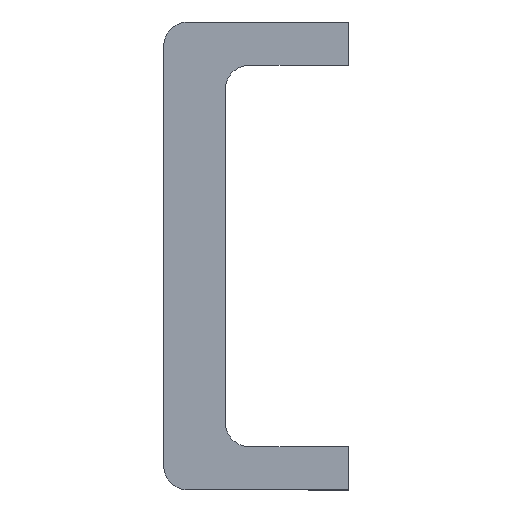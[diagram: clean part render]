
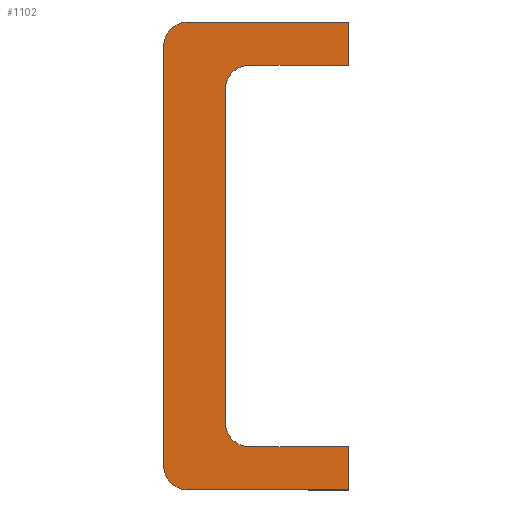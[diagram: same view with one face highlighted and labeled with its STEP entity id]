
A CAD part, top view. The second image highlights one B-rep face of the part: STEP entity #1102.
In plain terms, the highlighted planar face has unit normal (0, 0, 1).
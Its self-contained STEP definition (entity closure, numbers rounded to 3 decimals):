
#3 = CARTESIAN_POINT ( 'NONE',  ( 10., 31., 0. ) ) ;
#15 = LINE ( 'NONE', #1086, #392 ) ;
#66 = CARTESIAN_POINT ( 'NONE',  ( 30., 38., 0. ) ) ;
#82 = DIRECTION ( 'NONE',  ( 1., 0., 0. ) ) ;
#83 = ORIENTED_EDGE ( 'NONE', *, *, #118, .T. ) ;
#84 = ORIENTED_EDGE ( 'NONE', *, *, #1126, .T. ) ;
#110 = CARTESIAN_POINT ( 'NONE',  ( 30., 38., 0. ) ) ;
#113 = VERTEX_POINT ( 'NONE', #1013 ) ;
#118 = EDGE_CURVE ( 'NONE', #113, #595, #649, .T. ) ;
#130 = CARTESIAN_POINT ( 'NONE',  ( 10., -31., 0. ) ) ;
#158 = DIRECTION ( 'NONE',  ( 1., 0., 0. ) ) ;
#171 = LINE ( 'NONE', #386, #634 ) ;
#175 = DIRECTION ( 'NONE',  ( 1., 0., 0. ) ) ;
#180 = FACE_OUTER_BOUND ( 'NONE', #1164, .T. ) ;
#183 = CARTESIAN_POINT ( 'NONE',  ( 10., 27., 0. ) ) ;
#187 = EDGE_CURVE ( 'NONE', #523, #810, #1123, .T. ) ;
#189 = ORIENTED_EDGE ( 'NONE', *, *, #1157, .T. ) ;
#193 = AXIS2_PLACEMENT_3D ( 'NONE', #312, #1058, #612 ) ;
#209 = DIRECTION ( 'NONE',  ( 0., 0., 1. ) ) ;
#235 = VECTOR ( 'NONE', #484, 1000. ) ;
#243 = ORIENTED_EDGE ( 'NONE', *, *, #423, .T. ) ;
#257 = AXIS2_PLACEMENT_3D ( 'NONE', #1165, #209, #725 ) ;
#295 = CARTESIAN_POINT ( 'NONE',  ( 0., -34., 0. ) ) ;
#312 = CARTESIAN_POINT ( 'NONE',  ( 14., 27., 0. ) ) ;
#313 = CARTESIAN_POINT ( 'NONE',  ( 4., 38., 0. ) ) ;
#321 = DIRECTION ( 'NONE',  ( 0., 0., 1. ) ) ;
#329 = EDGE_CURVE ( 'NONE', #424, #523, #363, .T. ) ;
#335 = CARTESIAN_POINT ( 'NONE',  ( 30., -31., 0. ) ) ;
#357 = DIRECTION ( 'NONE',  ( -1., 0., 0. ) ) ;
#363 = CIRCLE ( 'NONE', #257, 4. ) ;
#386 = CARTESIAN_POINT ( 'NONE',  ( 30., -38., 0. ) ) ;
#392 = VECTOR ( 'NONE', #1191, 1000. ) ;
#411 = VECTOR ( 'NONE', #357, 1000. ) ;
#417 = VERTEX_POINT ( 'NONE', #110 ) ;
#423 = EDGE_CURVE ( 'NONE', #522, #773, #753, .T. ) ;
#424 = VERTEX_POINT ( 'NONE', #295 ) ;
#435 = DIRECTION ( 'NONE',  ( -1., 0., 0. ) ) ;
#484 = DIRECTION ( 'NONE',  ( 0., -1., 0. ) ) ;
#522 = VERTEX_POINT ( 'NONE', #313 ) ;
#523 = VERTEX_POINT ( 'NONE', #1170 ) ;
#546 = EDGE_CURVE ( 'NONE', #655, #113, #663, .T. ) ;
#548 = CARTESIAN_POINT ( 'NONE',  ( 10., -27., 0. ) ) ;
#573 = LINE ( 'NONE', #130, #862 ) ;
#585 = CARTESIAN_POINT ( 'NONE',  ( 0., -38., 0. ) ) ;
#588 = ORIENTED_EDGE ( 'NONE', *, *, #644, .T. ) ;
#595 = VERTEX_POINT ( 'NONE', #548 ) ;
#596 = PLANE ( 'NONE',  #696 ) ;
#612 = DIRECTION ( 'NONE',  ( 1., 0., 0. ) ) ;
#618 = ORIENTED_EDGE ( 'NONE', *, *, #889, .T. ) ;
#634 = VECTOR ( 'NONE', #1343, 1000. ) ;
#635 = DIRECTION ( 'NONE',  ( 1., 0., 0. ) ) ;
#644 = EDGE_CURVE ( 'NONE', #810, #655, #171, .T. ) ;
#645 = ORIENTED_EDGE ( 'NONE', *, *, #787, .T. ) ;
#646 = VECTOR ( 'NONE', #82, 1000. ) ;
#649 = CIRCLE ( 'NONE', #826, 4. ) ;
#651 = VERTEX_POINT ( 'NONE', #183 ) ;
#655 = VERTEX_POINT ( 'NONE', #902 ) ;
#663 = LINE ( 'NONE', #335, #1338 ) ;
#670 = CARTESIAN_POINT ( 'NONE',  ( 30., -38., 0. ) ) ;
#679 = ORIENTED_EDGE ( 'NONE', *, *, #546, .T. ) ;
#696 = AXIS2_PLACEMENT_3D ( 'NONE', #1130, #1137, #158 ) ;
#697 = ORIENTED_EDGE ( 'NONE', *, *, #187, .T. ) ;
#701 = CARTESIAN_POINT ( 'NONE',  ( 14., -27., 0. ) ) ;
#725 = DIRECTION ( 'NONE',  ( 1., 0., 0. ) ) ;
#748 = CARTESIAN_POINT ( 'NONE',  ( 4., 34., 0. ) ) ;
#753 = CIRCLE ( 'NONE', #972, 4. ) ;
#760 = ORIENTED_EDGE ( 'NONE', *, *, #1243, .T. ) ;
#773 = VERTEX_POINT ( 'NONE', #1296 ) ;
#787 = EDGE_CURVE ( 'NONE', #595, #651, #573, .T. ) ;
#810 = VERTEX_POINT ( 'NONE', #670 ) ;
#818 = LINE ( 'NONE', #66, #411 ) ;
#826 = AXIS2_PLACEMENT_3D ( 'NONE', #701, #1132, #175 ) ;
#862 = VECTOR ( 'NONE', #994, 1000. ) ;
#883 = ORIENTED_EDGE ( 'NONE', *, *, #329, .T. ) ;
#889 = EDGE_CURVE ( 'NONE', #651, #1175, #1082, .T. ) ;
#899 = LINE ( 'NONE', #913, #235 ) ;
#902 = CARTESIAN_POINT ( 'NONE',  ( 30., -31., 0. ) ) ;
#913 = CARTESIAN_POINT ( 'NONE',  ( 0., 38., 0. ) ) ;
#972 = AXIS2_PLACEMENT_3D ( 'NONE', #748, #321, #635 ) ;
#994 = DIRECTION ( 'NONE',  ( 0., 1., 0. ) ) ;
#1013 = CARTESIAN_POINT ( 'NONE',  ( 14., -31., 0. ) ) ;
#1038 = VERTEX_POINT ( 'NONE', #1312 ) ;
#1058 = DIRECTION ( 'NONE',  ( 0., 0., -1. ) ) ;
#1082 = CIRCLE ( 'NONE', #193, 4. ) ;
#1086 = CARTESIAN_POINT ( 'NONE',  ( 30., 31., 0. ) ) ;
#1102 = ADVANCED_FACE ( 'NONE', ( #180 ), #596, .T. ) ;
#1110 = CARTESIAN_POINT ( 'NONE',  ( 14., 31., 0. ) ) ;
#1123 = LINE ( 'NONE', #585, #1300 ) ;
#1126 = EDGE_CURVE ( 'NONE', #773, #424, #899, .T. ) ;
#1130 = CARTESIAN_POINT ( 'NONE',  ( 0., 0., 0. ) ) ;
#1132 = DIRECTION ( 'NONE',  ( 0., 0., -1. ) ) ;
#1137 = DIRECTION ( 'NONE',  ( 0., 0., 1. ) ) ;
#1157 = EDGE_CURVE ( 'NONE', #417, #522, #818, .T. ) ;
#1164 = EDGE_LOOP ( 'NONE', ( #189, #243, #84, #883, #697, #588, #679, #83, #645, #618, #760, #1273 ) ) ;
#1165 = CARTESIAN_POINT ( 'NONE',  ( 4., -34., 0. ) ) ;
#1170 = CARTESIAN_POINT ( 'NONE',  ( 4., -38., 0. ) ) ;
#1175 = VERTEX_POINT ( 'NONE', #1110 ) ;
#1191 = DIRECTION ( 'NONE',  ( 0., 1., 0. ) ) ;
#1232 = DIRECTION ( 'NONE',  ( 1., 0., 0. ) ) ;
#1243 = EDGE_CURVE ( 'NONE', #1175, #1038, #1263, .T. ) ;
#1263 = LINE ( 'NONE', #3, #646 ) ;
#1273 = ORIENTED_EDGE ( 'NONE', *, *, #1324, .T. ) ;
#1296 = CARTESIAN_POINT ( 'NONE',  ( 0., 34., 0. ) ) ;
#1300 = VECTOR ( 'NONE', #1232, 1000. ) ;
#1312 = CARTESIAN_POINT ( 'NONE',  ( 30., 31., 0. ) ) ;
#1324 = EDGE_CURVE ( 'NONE', #1038, #417, #15, .T. ) ;
#1338 = VECTOR ( 'NONE', #435, 1000. ) ;
#1343 = DIRECTION ( 'NONE',  ( 0., 1., 0. ) ) ;
